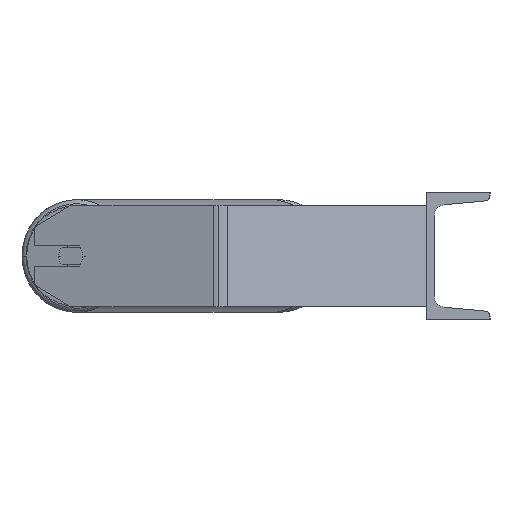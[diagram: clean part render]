
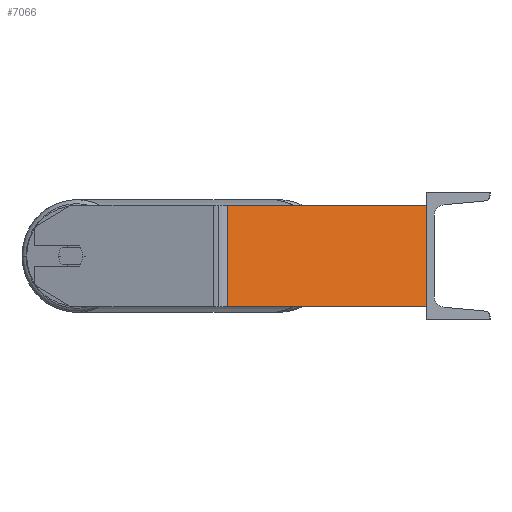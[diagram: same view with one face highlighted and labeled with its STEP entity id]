
A CAD part, left-side view. The second image highlights one B-rep face of the part: STEP entity #7066.
In plain terms, the highlighted planar face has unit normal (-0.906, -0.423, 0).
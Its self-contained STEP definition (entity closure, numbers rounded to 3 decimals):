
#430 = ORIENTED_EDGE ( 'NONE', *, *, #698, .T. ) ;
#481 = DIRECTION ( 'NONE',  ( 0.423, -0.906, 0. ) ) ;
#513 = VECTOR ( 'NONE', #3842, 1000. ) ;
#698 = EDGE_CURVE ( 'NONE', #2827, #2497, #4577, .T. ) ;
#866 = EDGE_CURVE ( 'NONE', #2497, #6059, #7473, .T. ) ;
#1075 = CARTESIAN_POINT ( 'NONE',  ( -958.319, 157.234, 40. ) ) ;
#1193 = EDGE_CURVE ( 'NONE', #2827, #5860, #1814, .T. ) ;
#1337 = CARTESIAN_POINT ( 'NONE',  ( -885., 0., 40. ) ) ;
#1814 = LINE ( 'NONE', #5867, #513 ) ;
#2317 = VECTOR ( 'NONE', #9100, 1000. ) ;
#2497 = VERTEX_POINT ( 'NONE', #5594 ) ;
#2743 = AXIS2_PLACEMENT_3D ( 'NONE', #4502, #6650, #3697 ) ;
#2827 = VERTEX_POINT ( 'NONE', #4947 ) ;
#3697 = DIRECTION ( 'NONE',  ( -0.423, 0.906, 0. ) ) ;
#3826 = FACE_OUTER_BOUND ( 'NONE', #8688, .T. ) ;
#3842 = DIRECTION ( 'NONE',  ( 0.423, -0.906, 0. ) ) ;
#4084 = CARTESIAN_POINT ( 'NONE',  ( -960.78, 162.512, -40. ) ) ;
#4502 = CARTESIAN_POINT ( 'NONE',  ( -960.78, 162.512, 40. ) ) ;
#4577 = LINE ( 'NONE', #1075, #7745 ) ;
#4947 = CARTESIAN_POINT ( 'NONE',  ( -958.319, 157.234, 40. ) ) ;
#5246 = PLANE ( 'NONE',  #2743 ) ;
#5594 = CARTESIAN_POINT ( 'NONE',  ( -958.319, 157.234, -40. ) ) ;
#5860 = VERTEX_POINT ( 'NONE', #6989 ) ;
#5867 = CARTESIAN_POINT ( 'NONE',  ( -960.78, 162.512, 40. ) ) ;
#6059 = VERTEX_POINT ( 'NONE', #6697 ) ;
#6456 = ORIENTED_EDGE ( 'NONE', *, *, #1193, .F. ) ;
#6650 = DIRECTION ( 'NONE',  ( 0.906, 0.423, 0. ) ) ;
#6697 = CARTESIAN_POINT ( 'NONE',  ( -885., 0., -40. ) ) ;
#6818 = DIRECTION ( 'NONE',  ( 0., 0., -1. ) ) ;
#6989 = CARTESIAN_POINT ( 'NONE',  ( -885., 0., 40. ) ) ;
#7066 = ADVANCED_FACE ( 'NONE', ( #3826 ), #5246, .F. ) ;
#7473 = LINE ( 'NONE', #4084, #8031 ) ;
#7745 = VECTOR ( 'NONE', #6818, 1000. ) ;
#7791 = ORIENTED_EDGE ( 'NONE', *, *, #866, .T. ) ;
#7918 = ORIENTED_EDGE ( 'NONE', *, *, #8086, .F. ) ;
#8031 = VECTOR ( 'NONE', #481, 1000. ) ;
#8086 = EDGE_CURVE ( 'NONE', #5860, #6059, #8486, .T. ) ;
#8486 = LINE ( 'NONE', #1337, #2317 ) ;
#8688 = EDGE_LOOP ( 'NONE', ( #7791, #7918, #6456, #430 ) ) ;
#9100 = DIRECTION ( 'NONE',  ( 0., 0., -1. ) ) ;
